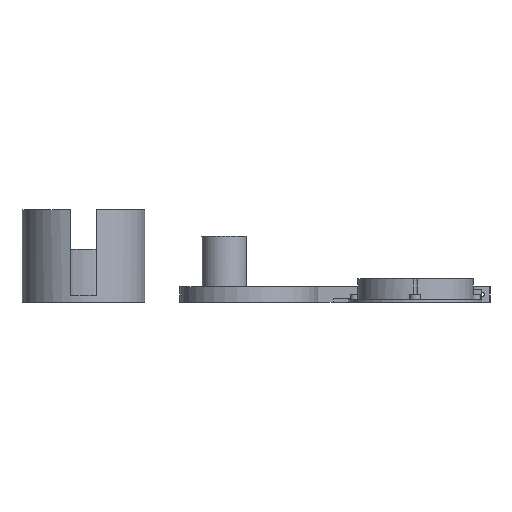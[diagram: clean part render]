
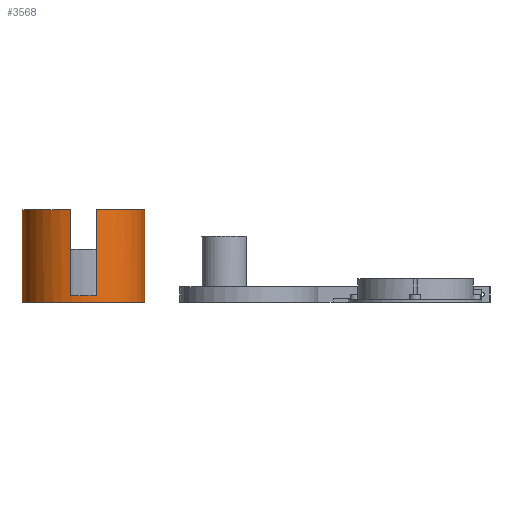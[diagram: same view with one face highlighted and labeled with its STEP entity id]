
A CAD part, left-side view. The second image highlights one B-rep face of the part: STEP entity #3568.
In plain terms, the highlighted cylindrical face has radius 46.25 mm (diameter 92.5 mm), a full revolution.
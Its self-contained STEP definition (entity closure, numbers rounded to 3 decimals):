
#172=LINE('',#5839,#433);
#182=LINE('',#5866,#443);
#186=LINE('',#5880,#447);
#196=LINE('',#5907,#457);
#198=LINE('',#5935,#459);
#433=VECTOR('',#4789,10.);
#443=VECTOR('',#4801,10.);
#447=VECTOR('',#4813,10.);
#457=VECTOR('',#4825,10.);
#459=VECTOR('',#4875,46.25);
#640=CYLINDRICAL_SURFACE('',#3968,46.25);
#892=FACE_OUTER_BOUND('',#1171,.T.);
#1171=EDGE_LOOP('',(#3008,#3009,#3010,#3011,#3012,#3013,#3014,#3015,#3016,
#3017,#3018,#3019));
#1422=CIRCLE('',#3936,46.25);
#1423=CIRCLE('',#3937,46.25);
#1426=CIRCLE('',#3943,46.25);
#1434=CIRCLE('',#3959,46.25);
#1439=CIRCLE('',#3969,46.25);
#1440=CIRCLE('',#3970,46.25);
#1691=VERTEX_POINT('',#5826);
#1692=VERTEX_POINT('',#5828);
#1693=VERTEX_POINT('',#5830);
#1696=VERTEX_POINT('',#5838);
#1706=VERTEX_POINT('',#5864);
#1709=VERTEX_POINT('',#5871);
#1710=VERTEX_POINT('',#5873);
#1712=VERTEX_POINT('',#5879);
#1722=VERTEX_POINT('',#5905);
#1724=VERTEX_POINT('',#5934);
#2124=EDGE_CURVE('',#1692,#1691,#1422,.T.);
#2125=EDGE_CURVE('',#1693,#1692,#1423,.T.);
#2129=EDGE_CURVE('',#1696,#1693,#172,.T.);
#2141=EDGE_CURVE('',#1691,#1706,#182,.T.);
#2144=EDGE_CURVE('',#1710,#1709,#1426,.T.);
#2147=EDGE_CURVE('',#1712,#1710,#186,.T.);
#2159=EDGE_CURVE('',#1709,#1722,#196,.T.);
#2168=EDGE_CURVE('',#1696,#1722,#1434,.T.);
#2173=EDGE_CURVE('',#1712,#1706,#1439,.T.);
#2174=EDGE_CURVE('',#1692,#1724,#198,.T.);
#2175=EDGE_CURVE('',#1724,#1724,#1440,.T.);
#3008=ORIENTED_EDGE('',*,*,#2141,.T.);
#3009=ORIENTED_EDGE('',*,*,#2173,.F.);
#3010=ORIENTED_EDGE('',*,*,#2147,.T.);
#3011=ORIENTED_EDGE('',*,*,#2144,.T.);
#3012=ORIENTED_EDGE('',*,*,#2159,.T.);
#3013=ORIENTED_EDGE('',*,*,#2168,.F.);
#3014=ORIENTED_EDGE('',*,*,#2129,.T.);
#3015=ORIENTED_EDGE('',*,*,#2125,.T.);
#3016=ORIENTED_EDGE('',*,*,#2174,.T.);
#3017=ORIENTED_EDGE('',*,*,#2175,.T.);
#3018=ORIENTED_EDGE('',*,*,#2174,.F.);
#3019=ORIENTED_EDGE('',*,*,#2124,.T.);
#3568=ADVANCED_FACE('',(#892),#640,.T.);
#3936=AXIS2_PLACEMENT_3D('',#5829,#4779,#4780);
#3937=AXIS2_PLACEMENT_3D('',#5831,#4781,#4782);
#3943=AXIS2_PLACEMENT_3D('',#5874,#4807,#4808);
#3959=AXIS2_PLACEMENT_3D('',#5923,#4853,#4854);
#3968=AXIS2_PLACEMENT_3D('',#5932,#4871,#4872);
#3969=AXIS2_PLACEMENT_3D('',#5933,#4873,#4874);
#3970=AXIS2_PLACEMENT_3D('',#5936,#4876,#4877);
#4779=DIRECTION('center_axis',(0.,0.,-1.));
#4780=DIRECTION('ref_axis',(1.,0.,0.));
#4781=DIRECTION('center_axis',(0.,0.,-1.));
#4782=DIRECTION('ref_axis',(1.,0.,0.));
#4789=DIRECTION('',(0.,0.,-1.));
#4801=DIRECTION('',(0.,0.,1.));
#4807=DIRECTION('center_axis',(0.,0.,-1.));
#4808=DIRECTION('ref_axis',(1.,0.,0.));
#4813=DIRECTION('',(0.,0.,-1.));
#4825=DIRECTION('',(0.,0.,1.));
#4853=DIRECTION('center_axis',(0.,0.,1.));
#4854=DIRECTION('ref_axis',(1.,0.,0.));
#4871=DIRECTION('center_axis',(0.,0.,1.));
#4872=DIRECTION('ref_axis',(1.,0.,0.));
#4873=DIRECTION('center_axis',(0.,0.,1.));
#4874=DIRECTION('ref_axis',(1.,0.,0.));
#4875=DIRECTION('',(0.,0.,-1.));
#4876=DIRECTION('center_axis',(0.,0.,1.));
#4877=DIRECTION('ref_axis',(1.,0.,0.));
#5826=CARTESIAN_POINT('',(4.844,310.,5.));
#5828=CARTESIAN_POINT('',(3.75,300.,5.));
#5829=CARTESIAN_POINT('Origin',(50.,300.,5.));
#5830=CARTESIAN_POINT('',(4.844,290.,5.));
#5831=CARTESIAN_POINT('Origin',(50.,300.,5.));
#5838=CARTESIAN_POINT('',(4.844,290.,70.));
#5839=CARTESIAN_POINT('',(4.844,290.,0.));
#5864=CARTESIAN_POINT('',(4.844,310.,70.));
#5866=CARTESIAN_POINT('',(4.844,310.,0.));
#5871=CARTESIAN_POINT('',(95.156,290.,5.));
#5873=CARTESIAN_POINT('',(95.156,310.,5.));
#5874=CARTESIAN_POINT('Origin',(50.,300.,5.));
#5879=CARTESIAN_POINT('',(95.156,310.,70.));
#5880=CARTESIAN_POINT('',(95.156,310.,0.));
#5905=CARTESIAN_POINT('',(95.156,290.,70.));
#5907=CARTESIAN_POINT('',(95.156,290.,0.));
#5923=CARTESIAN_POINT('Origin',(50.,300.,70.));
#5932=CARTESIAN_POINT('Origin',(50.,300.,0.));
#5933=CARTESIAN_POINT('Origin',(50.,300.,70.));
#5934=CARTESIAN_POINT('',(3.75,300.,0.));
#5935=CARTESIAN_POINT('',(3.75,300.,0.));
#5936=CARTESIAN_POINT('Origin',(50.,300.,0.));
